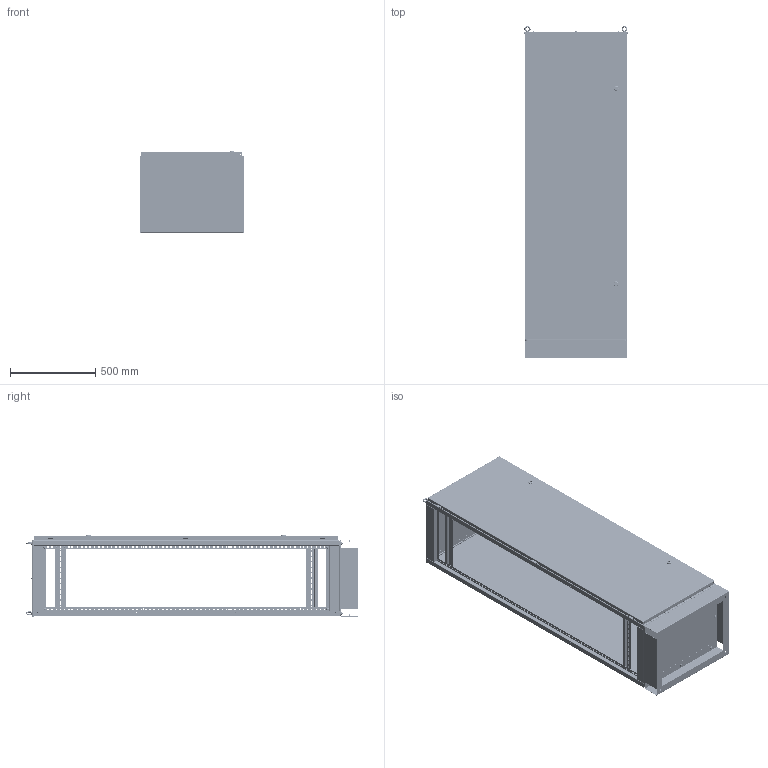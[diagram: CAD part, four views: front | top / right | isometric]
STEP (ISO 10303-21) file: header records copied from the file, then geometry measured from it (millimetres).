
FILE_DESCRIPTION (( 'STEP AP203' ), '1' );
FILE_NAME ('Êàðêàñ ÂÐÓ-1 Unit R ðàçáîðíûé (1800õ600õ450) IP54 EKF PROxima.STEP', '2022-10-24T07:44:33', ( '' ), ( '' ), 'SwSTEP 2.0', 'SolidWorks 2021', '' );
FILE_SCHEMA (( 'CONFIG_CONTROL_DESIGN' ));
Length unit declared in the file: millimetre
Products named in the file (42): ÓÊ ÌÈ-2587 íà äâåðü; ÌÈ-2587.04.00.000 Ñòåíêà çàäíÿÿ ÑÁ; Ïåòëÿ íà äâåðü ï-îáðàçíàÿ; ÓÊÌÈ-2586 íà êðûøó; 昈-2431.01.01.01.001 砑鳧罻; ÌÈ-2431.01.01.002 Ïåðåêëàäèíà ; plain washer grade a_din_Washer DIN 125 - A 8.4; eyebolt580_din_Eyebolt DIN 358-M8-N; 昈-2587.01.01.000 忺謤僔 譇檞 捘; 倘-2587.01.01.001 羊铋赅_忇牏狅; 昈-2586.06.00.000 絊膰錪 捘; ÌÈ-2510.06.00.001 Øâåëëåð áîêîâîé; pan head cross recess screw_din_DIN EN ISO 7045 - M6 x 16 - Z - 16N; Íàâåñêà íà êîðïóñ ïîä êëåïêó; ﾌﾈ-2448.01.02.001 ﾄ粢; 昈-2586.05.00.001 婄錪鸆櫡翴錪; hex flange nut_din_Hexagon Flange Nut DIN 6923 - M8 - N; ﾌﾈ-2586.02.00.000 ﾊ ﾑﾁ; curved spring lock washer_din_Spring washer DIN 128 - A8; Øïèëüêà Ì6õ12; round head short square neck bolt_ai_RHSSNBOLT 0.25-20x0.5x0.5-N; hex flange bolt_din_DIN 6921 - M8 x 16 x 16-N; 昈-2431.01.01.01.000 砑鳧罻 捘; ÌÈ-2586.06.01.001 Øâåëëåð ïåðåäíèé; ÓÊ ÌÈ-2586 íà ôàëüø; Êàðêàñ ÂÐÓ-1 Unit R ðàçáîðíûé (1800õ600õ450) IP54 EKF PROxima; ﾌﾈ-2510.00.00.001 ﾊ煇鳫; ÌÈ-2587.04.00.001 Ñòåíêà çàäíÿÿ; rivet 02_din1_DIN 660-5x10-St-A-4; ÌÈ-2587.01.00.000 Ðàìà ïåðåäíÿÿ ÑÁ; ﾌﾈ-2586.02.00.001 ﾊ; ÌÈ-2586.06.01.000 Øâåëëåð ïåðåäíèé â ñáîðå; Çàêëåïêà ãàå÷íàÿ Ì6; ÌÈ-2510.03.00.000 Ïåðåìû÷êà ÑÁ; ﾌﾈ-2587.01.02.000 ﾄ粢 ﾑﾁ; hex flange nut_din_Hexagon Flange Nut DIN 6923 - M6 - N; Çàìîê áîëüøîé; ÌÈ-2510.03.00.001 Ïåðåìû÷êà; 昈-2587.01.01.001 栺鍣罻; hex flange bolt_din_DIN 6921 - M8 x 20 x 20-N ...
Assembly tree (144 placements, depth 5):
  Êàðêàñ ÂÐÓ-1 Unit R ðàçáîðíûé (1800õ600õ450) IP54 EKF PROxima
    ÌÈ-2587.01.00.000 Ðàìà ïåðåäíÿÿ ÑÁ
      昈-2587.01.01.000 忺謤僔 譇檞 捘
        昈-2587.01.01.001 栺鍣罻
        ÌÈ-2431.01.01.002 Ïåðåêëàäèíà   x2
        倘-2587.01.01.001 羊铋赅_忇牏狅
        昈-2431.01.01.01.000 砑鳧罻 捘  x2
          昈-2431.01.01.01.001 砑鳧罻
          Øïèëüêà Ì6õ12
      ﾌﾈ-2587.01.02.000 ﾄ粢 ﾑﾁ
        ﾌﾈ-2448.01.02.001 ﾄ粢
        Çàìîê áîëüøîé  x2
        Ïåòëÿ íà äâåðü ï-îáðàçíàÿ  x3
        Øïèëüêà Ì6õ12
        ÓÊ ÌÈ-2587 íà äâåðü
      Íàâåñêà íà êîðïóñ ïîä êëåïêó  x3
      rivet 02_din1_DIN 660-5x10-St-A-4  x6
      Çàêëåïêà ãàå÷íàÿ Ì6  x11
      hex flange nut_din_Hexagon Flange Nut DIN 6923 - M6 - N
    ÌÈ-2587.04.00.000 Ñòåíêà çàäíÿÿ ÑÁ
      ÌÈ-2587.04.00.001 Ñòåíêà çàäíÿÿ
      Çàêëåïêà ãàå÷íàÿ Ì6  x11
    ÌÈ-2510.03.00.000 Ïåðåìû÷êà ÑÁ  x4
      ÌÈ-2510.03.00.001 Ïåðåìû÷êà
      Çàêëåïêà ãàå÷íàÿ Ì6
    round head short square neck bolt_ai_RHSSNBOLT 0.25-20x0.5x0.5-N  x8
    hex flange nut_din_Hexagon Flange Nut DIN 6923 - M6 - N  x8
    hex flange bolt_din_DIN 6921 - M8 x 16 x 16-N  x8
    hex nut gradec_din_Hexagon Nut ISO 4034 - M8 - N  x10
    ﾌﾈ-2510.00.00.001 ﾊ煇鳫  x4
    ﾌﾈ-2586.02.00.000 ﾊ ﾑﾁ
      ﾌﾈ-2586.02.00.001 ﾊ
      ÓÊÌÈ-2586 íà êðûøó
    Çàêëåïêà ãàå÷íàÿ Ì6
    pan head cross recess screw_din_DIN EN ISO 7045 - M6 x 16 - Z - 16N  x10
    eyebolt580_din_Eyebolt DIN 358-M8-N  x2
    curved spring lock washer_din_Spring washer DIN 128 - A8  x2
    plain washer grade a_din_Washer DIN 125 - A 8.4  x2
    昈-2586.06.00.000 絊膰錪 捘
      ÌÈ-2586.06.01.000 Øâåëëåð ïåðåäíèé â ñáîðå  x2
        ÌÈ-2586.06.01.001 Øâåëëåð ïåðåäíèé
        Øïèëüêà Ì6õ12
      ÌÈ-2510.06.00.001 Øâåëëåð áîêîâîé  x2
    昈-2586.05.00.000 婄錪鸆櫡翴錪 捘
      昈-2586.05.00.001 婄錪鸆櫡翴錪
      ÓÊ ÌÈ-2586 íà ôàëüø
    hex flange nut_din_Hexagon Flange Nut DIN 6923 - M8 - N  x8
    hex flange bolt_din_DIN 6921 - M8 x 20 x 20-N  x8
Bounding box: 605.45 x 1947.5 x 478.57 mm (x, y, z)
Volume: 5379123.5 mm3; surface area: 9125012.2 mm2
Topology: 140 solids, 150 shells, 6027 faces, 14678 edges, 9044 vertices
Faces by surface type: plane 3105, cylinder 1428, cone 852, torus 314, bspline 292, sphere 36
Entity records: 94023 total; most frequent: CARTESIAN_POINT 20609, ORIENTED_EDGE 13730, DIRECTION 13000, EDGE_CURVE 6865, VECTOR 5396, LINE 5396, VERTEX_POINT 4387, AXIS2_PLACEMENT_3D 3802
